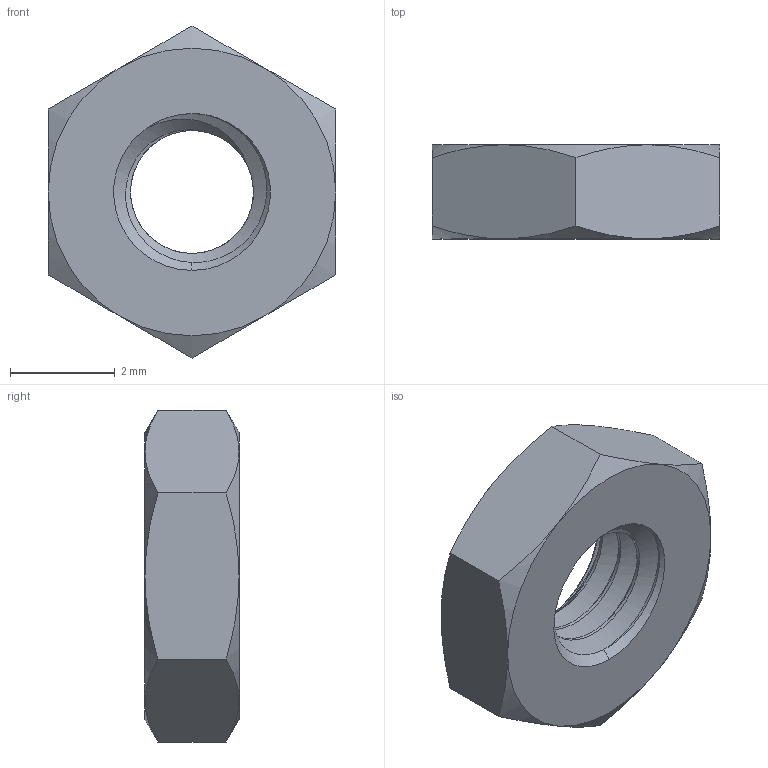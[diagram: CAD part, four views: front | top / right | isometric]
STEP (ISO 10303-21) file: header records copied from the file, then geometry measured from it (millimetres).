
FILE_DESCRIPTION(/* description */ (''),/* implementation_level */ '2;1');
FILE_NAME(/* name */ 'M3 Nut_v1.step',/* time_stamp */ '2024-02-15T15:46:53-05:00',/* author */ (''),/* organization */ (''),/* preprocessor_version */ 'ST-DEVELOPER v20',/* originating_system */ 'Autodesk Translation Framework v12.20.1.177',/* authorisation */ '');
FILE_SCHEMA (('AUTOMOTIVE_DESIGN { 1 0 10303 214 3 1 1 }'));
Length unit declared in the file: millimetre
Products named in the file (1): M3 Nut
Bounding box: 5.5 x 1.8 x 6.35 mm (x, y, z)
Volume: 36.3 mm3; surface area: 96 mm2
Topology: 1 solids, 1 shells, 32 faces, 75 edges, 45 vertices
Faces by surface type: cone 16, plane 8, cylinder 5, bspline 3
Full cylindrical faces by diameter (mm): 3 x3
Entity records: 2088 total; most frequent: CARTESIAN_POINT 1421, ORIENTED_EDGE 150, DIRECTION 112, EDGE_CURVE 75, AXIS2_PLACEMENT_3D 50, VERTEX_POINT 45, EDGE_LOOP 34, FACE_OUTER_BOUND 32
